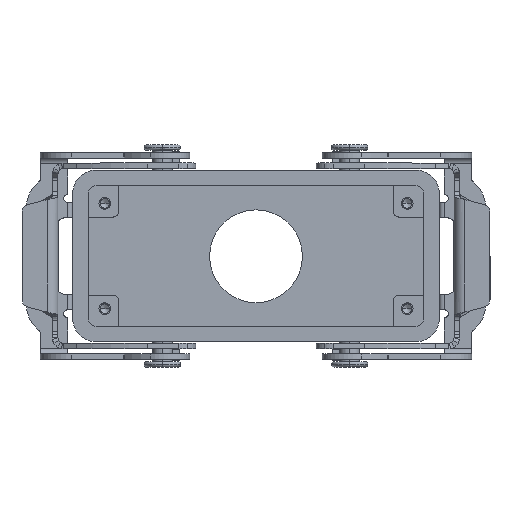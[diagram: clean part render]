
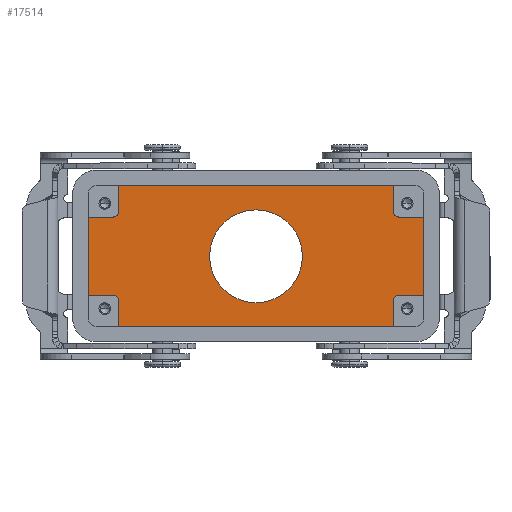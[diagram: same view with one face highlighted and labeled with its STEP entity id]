
A CAD part, top view. The second image highlights one B-rep face of the part: STEP entity #17514.
In plain terms, the highlighted planar face has unit normal (0, 0, 1).
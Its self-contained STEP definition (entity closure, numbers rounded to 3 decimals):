
#7072=CARTESIAN_POINT('',(-35.89,0.,-38.5));
#7073=VERTEX_POINT('',#7072);
#7089=CARTESIAN_POINT('',(-12.11,0.,-38.5));
#7090=VERTEX_POINT('',#7089);
#7097=CARTESIAN_POINT('',(-24.,0.0,-38.5));
#7098=DIRECTION('',(0.0,0.0,-1.0));
#7099=DIRECTION('',(-1.0,0.0,0.0));
#7100=AXIS2_PLACEMENT_3D('',#7097,#7098,#7099);
#7101=CIRCLE('',#7100,11.89);
#7102=EDGE_CURVE('',#7073,#7090,#7101,.T.);
#15718=CARTESIAN_POINT('',(-59.25,-18.75,-38.5));
#15719=VERTEX_POINT('',#15718);
#15728=CARTESIAN_POINT('',(-59.25,-11.5,-38.5));
#15729=VERTEX_POINT('',#15728);
#15730=CARTESIAN_POINT('',(-59.25,-11.5,-38.5));
#15731=DIRECTION('',(0.0,-1.0,0.0));
#15732=VECTOR('',#15731,7.25);
#15733=LINE('',#15730,#15732);
#15734=EDGE_CURVE('',#15729,#15719,#15733,.T.);
#15758=CARTESIAN_POINT('',(-60.75,-10.0,-38.5));
#15759=VERTEX_POINT('',#15758);
#15760=CARTESIAN_POINT('',(-60.75,-11.5,-38.5));
#15761=DIRECTION('',(0.0,0.0,-1.0));
#15762=DIRECTION('',(-1.0,0.0,0.0));
#15763=AXIS2_PLACEMENT_3D('',#15760,#15761,#15762);
#15764=CIRCLE('',#15763,1.5);
#15765=EDGE_CURVE('',#15759,#15729,#15764,.T.);
#15791=CARTESIAN_POINT('',(-67.75,-10.0,-38.5));
#15792=VERTEX_POINT('',#15791);
#15793=CARTESIAN_POINT('',(-67.75,-10.0,-38.5));
#15794=DIRECTION('',(1.0,0.0,0.0));
#15795=VECTOR('',#15794,7.);
#15796=LINE('',#15793,#15795);
#15797=EDGE_CURVE('',#15792,#15759,#15796,.T.);
#15862=CARTESIAN_POINT('',(-59.25,18.75,-38.5));
#15863=VERTEX_POINT('',#15862);
#15878=CARTESIAN_POINT('',(-59.25,11.5,-38.5));
#15879=VERTEX_POINT('',#15878);
#15886=CARTESIAN_POINT('',(-59.25,18.75,-38.5));
#15887=DIRECTION('',(0.0,-1.0,0.0));
#15888=VECTOR('',#15887,7.25);
#15889=LINE('',#15886,#15888);
#15890=EDGE_CURVE('',#15863,#15879,#15889,.T.);
#15953=CARTESIAN_POINT('',(-60.75,10.0,-38.5));
#15954=VERTEX_POINT('',#15953);
#15955=CARTESIAN_POINT('',(-60.75,11.5,-38.5));
#15956=DIRECTION('',(0.0,0.0,-1.0));
#15957=DIRECTION('',(0.0,-1.0,0.0));
#15958=AXIS2_PLACEMENT_3D('',#15955,#15956,#15957);
#15959=CIRCLE('',#15958,1.5);
#15960=EDGE_CURVE('',#15879,#15954,#15959,.T.);
#15978=CARTESIAN_POINT('',(-67.75,10.0,-38.5));
#15979=VERTEX_POINT('',#15978);
#15980=CARTESIAN_POINT('',(-60.75,10.0,-38.5));
#15981=DIRECTION('',(-1.0,0.0,0.0));
#15982=VECTOR('',#15981,7.);
#15983=LINE('',#15980,#15982);
#15984=EDGE_CURVE('',#15954,#15979,#15983,.T.);
#16004=CARTESIAN_POINT('',(11.25,-18.75,-38.5));
#16005=VERTEX_POINT('',#16004);
#16020=CARTESIAN_POINT('',(11.25,-11.5,-38.5));
#16021=VERTEX_POINT('',#16020);
#16028=CARTESIAN_POINT('',(11.25,-18.75,-38.5));
#16029=DIRECTION('',(0.0,1.0,0.0));
#16030=VECTOR('',#16029,7.25);
#16031=LINE('',#16028,#16030);
#16032=EDGE_CURVE('',#16005,#16021,#16031,.T.);
#16095=CARTESIAN_POINT('',(12.75,-10.0,-38.5));
#16096=VERTEX_POINT('',#16095);
#16097=CARTESIAN_POINT('',(12.75,-11.5,-38.5));
#16098=DIRECTION('',(0.0,0.0,-1.0));
#16099=DIRECTION('',(0.0,1.0,0.0));
#16100=AXIS2_PLACEMENT_3D('',#16097,#16098,#16099);
#16101=CIRCLE('',#16100,1.5);
#16102=EDGE_CURVE('',#16021,#16096,#16101,.T.);
#16120=CARTESIAN_POINT('',(19.75,-10.,-38.5));
#16121=VERTEX_POINT('',#16120);
#16122=CARTESIAN_POINT('',(12.75,-10.0,-38.5));
#16123=DIRECTION('',(1.0,0.0,0.0));
#16124=VECTOR('',#16123,7.);
#16125=LINE('',#16122,#16124);
#16126=EDGE_CURVE('',#16096,#16121,#16125,.T.);
#16144=CARTESIAN_POINT('',(11.25,18.75,-38.5));
#16145=VERTEX_POINT('',#16144);
#16154=CARTESIAN_POINT('',(11.25,11.5,-38.5));
#16155=VERTEX_POINT('',#16154);
#16156=CARTESIAN_POINT('',(11.25,11.5,-38.5));
#16157=DIRECTION('',(0.0,1.0,0.0));
#16158=VECTOR('',#16157,7.25);
#16159=LINE('',#16156,#16158);
#16160=EDGE_CURVE('',#16155,#16145,#16159,.T.);
#16184=CARTESIAN_POINT('',(12.75,10.0,-38.5));
#16185=VERTEX_POINT('',#16184);
#16186=CARTESIAN_POINT('',(12.75,11.5,-38.5));
#16187=DIRECTION('',(0.0,0.0,-1.0));
#16188=DIRECTION('',(1.0,0.0,0.0));
#16189=AXIS2_PLACEMENT_3D('',#16186,#16187,#16188);
#16190=CIRCLE('',#16189,1.5);
#16191=EDGE_CURVE('',#16185,#16155,#16190,.T.);
#16217=CARTESIAN_POINT('',(19.75,10.0,-38.5));
#16218=VERTEX_POINT('',#16217);
#16219=CARTESIAN_POINT('',(19.75,10.0,-38.5));
#16220=DIRECTION('',(-1.0,0.0,0.0));
#16221=VECTOR('',#16220,7.);
#16222=LINE('',#16219,#16221);
#16223=EDGE_CURVE('',#16218,#16185,#16222,.T.);
#16392=CARTESIAN_POINT('',(-67.75,10.0,-38.5));
#16393=DIRECTION('',(0.0,-1.0,0.0));
#16394=VECTOR('',#16393,20.0);
#16395=LINE('',#16392,#16394);
#16396=EDGE_CURVE('',#15979,#15792,#16395,.T.);
#16474=CARTESIAN_POINT('',(-59.25,-18.75,-38.5));
#16475=DIRECTION('',(1.0,0.0,0.0));
#16476=VECTOR('',#16475,70.5);
#16477=LINE('',#16474,#16476);
#16478=EDGE_CURVE('',#15719,#16005,#16477,.T.);
#16673=CARTESIAN_POINT('',(-24.,0.0,-38.5));
#16674=DIRECTION('',(0.0,0.0,-1.0));
#16675=DIRECTION('',(-1.0,0.0,0.0));
#16676=AXIS2_PLACEMENT_3D('',#16673,#16674,#16675);
#16677=CIRCLE('',#16676,11.89);
#16678=EDGE_CURVE('',#7090,#7073,#16677,.T.);
#17335=CARTESIAN_POINT('',(19.75,-10.,-38.5));
#17336=DIRECTION('',(0.0,1.0,0.0));
#17337=VECTOR('',#17336,20.);
#17338=LINE('',#17335,#17337);
#17339=EDGE_CURVE('',#16121,#16218,#17338,.T.);
#17351=CARTESIAN_POINT('',(11.25,18.75,-38.5));
#17352=DIRECTION('',(-1.0,0.0,0.0));
#17353=VECTOR('',#17352,70.5);
#17354=LINE('',#17351,#17353);
#17355=EDGE_CURVE('',#16145,#15863,#17354,.T.);
#17487=CARTESIAN_POINT('',(-24.,0.,-38.5));
#17488=DIRECTION('',(0.0,0.0,1.0));
#17489=DIRECTION('',(1.0,0.0,0.0));
#17490=AXIS2_PLACEMENT_3D('',#17487,#17488,#17489);
#17491=PLANE('',#17490);
#17492=ORIENTED_EDGE('',*,*,#15734,.T.);
#17493=ORIENTED_EDGE('',*,*,#16478,.T.);
#17494=ORIENTED_EDGE('',*,*,#16032,.T.);
#17495=ORIENTED_EDGE('',*,*,#16102,.T.);
#17496=ORIENTED_EDGE('',*,*,#16126,.T.);
#17497=ORIENTED_EDGE('',*,*,#17339,.T.);
#17498=ORIENTED_EDGE('',*,*,#16223,.T.);
#17499=ORIENTED_EDGE('',*,*,#16191,.T.);
#17500=ORIENTED_EDGE('',*,*,#16160,.T.);
#17501=ORIENTED_EDGE('',*,*,#17355,.T.);
#17502=ORIENTED_EDGE('',*,*,#15890,.T.);
#17503=ORIENTED_EDGE('',*,*,#15960,.T.);
#17504=ORIENTED_EDGE('',*,*,#15984,.T.);
#17505=ORIENTED_EDGE('',*,*,#16396,.T.);
#17506=ORIENTED_EDGE('',*,*,#15797,.T.);
#17507=ORIENTED_EDGE('',*,*,#15765,.T.);
#17508=EDGE_LOOP('',(#17492,#17493,#17494,#17495,#17496,#17497,#17498,#17499,#17500,#17501,#17502,#17503,#17504,#17505,#17506,#17507));
#17509=FACE_OUTER_BOUND('',#17508,.T.);
#17510=ORIENTED_EDGE('',*,*,#16678,.T.);
#17511=ORIENTED_EDGE('',*,*,#7102,.T.);
#17512=EDGE_LOOP('',(#17510,#17511));
#17513=FACE_BOUND('',#17512,.T.);
#17514=ADVANCED_FACE('',(#17509,#17513),#17491,.T.);
